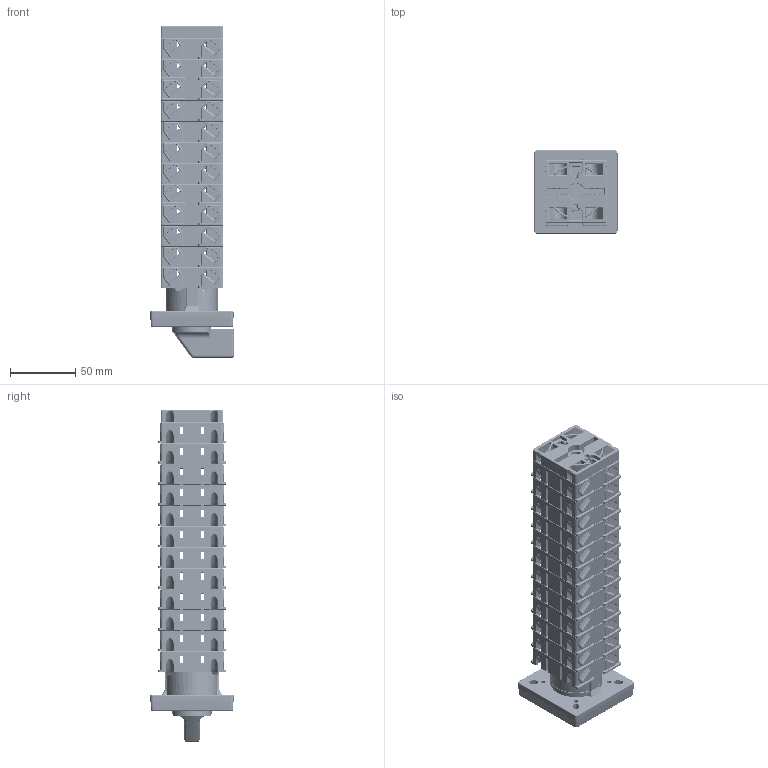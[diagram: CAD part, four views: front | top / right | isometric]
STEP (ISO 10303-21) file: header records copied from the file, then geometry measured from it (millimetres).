
FILE_DESCRIPTION (( 'STEP AP203' ), '1' );
FILE_NAME ('OptiSwitch 4G16,25- -U (12 ïàêåòîâ).STEP', '2015-10-23T09:05:03', ( '' ), ( '' ), 'SwSTEP 2.0', 'SolidWorks 2012', '' );
FILE_SCHEMA (( 'CONFIG_CONTROL_DESIGN' ));
Length unit declared in the file: millimetre
Products named in the file (7): OptiSwitch 4G16,25- -U (12 ïàêåòîâ); Ðóêîÿòêà 2; Ïàíåëü ïåðåäíÿÿ_ 2_00; 署赅 囵疱蜩痤忸黜铋 赅戾瘥 2; Êàìåðà àððåòèðîâî÷íàÿ 2; Êàìåðà êîíòàêòíàÿ_ 2_00; 署赅 觐眚嚓蝽铋 赅戾瘥 2
Assembly tree (17 placements, depth 2):
  OptiSwitch 4G16,25- -U (12 ïàêåòîâ)
    署赅 觐眚嚓蝽铋 赅戾瘥 2
    Êàìåðà êîíòàêòíàÿ_ 2_00  x12
    Êàìåðà àððåòèðîâî÷íàÿ 2
    署赅 囵疱蜩痤忸黜铋 赅戾瘥 2
    Ïàíåëü ïåðåäíÿÿ_ 2_00
    Ðóêîÿòêà 2
Bounding box: 64.21 x 64 x 255.1 mm (x, y, z)
Volume: 240837.7 mm3; surface area: 253960.3 mm2
Topology: 17 solids, 17 shells, 12461 faces, 33848 edges, 21368 vertices
Faces by surface type: plane 7010, cylinder 3846, torus 679, cone 663, bspline 151, sphere 112
Entity records: 88815 total; most frequent: CARTESIAN_POINT 19665, ORIENTED_EDGE 14608, DIRECTION 14043, EDGE_CURVE 7304, LINE 4739, VECTOR 4739, AXIS2_PLACEMENT_3D 4652, VERTEX_POINT 4614
